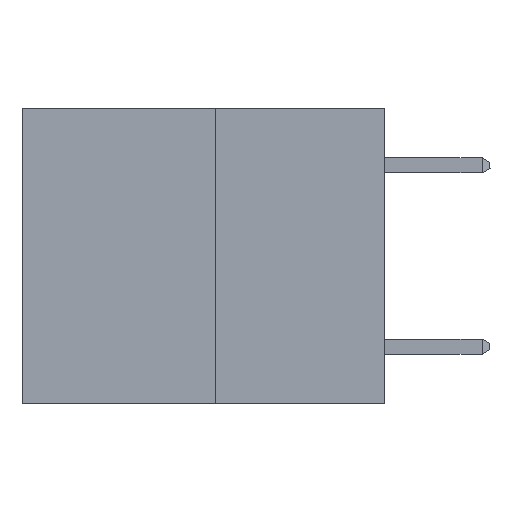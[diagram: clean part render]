
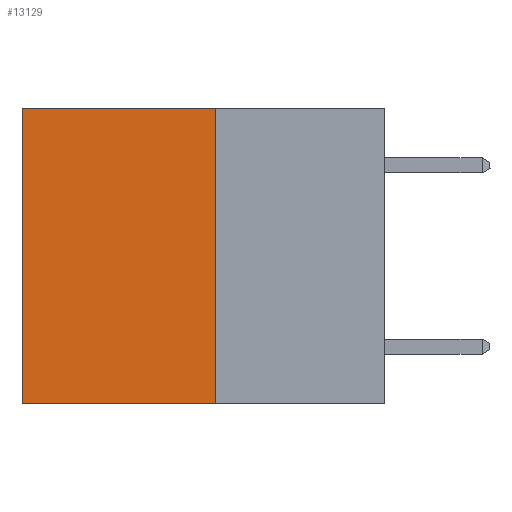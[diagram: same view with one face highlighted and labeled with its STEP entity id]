
A CAD part, left-side view. The second image highlights one B-rep face of the part: STEP entity #13129.
In plain terms, the highlighted planar face has unit normal (-1, 0, 0).
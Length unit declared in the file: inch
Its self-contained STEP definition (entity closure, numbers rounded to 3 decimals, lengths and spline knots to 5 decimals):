
#1735 = VERTEX_POINT ( 'NONE', #6585 ) ;
#2863 = CARTESIAN_POINT ( 'NONE',  ( 0.3165, 0.28, -0.49 ) ) ;
#4489 = ORIENTED_EDGE ( 'NONE', *, *, #21568, .T. ) ;
#5753 = CARTESIAN_POINT ( 'NONE',  ( 0.3165, 0.6, -0.49 ) ) ;
#5817 = AXIS2_PLACEMENT_3D ( 'NONE', #15790, #19398, #7959 ) ;
#6081 = VECTOR ( 'NONE', #11574, 39.37008 ) ;
#6397 = ORIENTED_EDGE ( 'NONE', *, *, #7907, .F. ) ;
#6585 = CARTESIAN_POINT ( 'NONE',  ( 0.3165, 0.28, -0.49 ) ) ;
#6809 = EDGE_CURVE ( 'NONE', #14114, #1735, #12047, .T. ) ;
#7907 = EDGE_CURVE ( 'NONE', #1735, #21605, #20720, .T. ) ;
#7959 = DIRECTION ( 'NONE',  ( 0., 0., -1. ) ) ;
#7984 = ORIENTED_EDGE ( 'NONE', *, *, #6809, .F. ) ;
#8949 = EDGE_LOOP ( 'NONE', ( #21903, #6397, #7984, #4489 ) ) ;
#11574 = DIRECTION ( 'NONE',  ( 0., 0., -1. ) ) ;
#11883 = PLANE ( 'NONE',  #5817 ) ;
#12047 = LINE ( 'NONE', #2863, #6081 ) ;
#12567 = CARTESIAN_POINT ( 'NONE',  ( 0.3165, 0.6, 0. ) ) ;
#13129 = ADVANCED_FACE ( 'NONE', ( #22718 ), #11883, .F. ) ;
#14114 = VERTEX_POINT ( 'NONE', #22231 ) ;
#15790 = CARTESIAN_POINT ( 'NONE',  ( 0.3165, 0.28, -0.49 ) ) ;
#16137 = LINE ( 'NONE', #16194, #18283 ) ;
#16194 = CARTESIAN_POINT ( 'NONE',  ( 0.3165, 0.6, -0.49 ) ) ;
#16252 = CARTESIAN_POINT ( 'NONE',  ( 0.3165, 0.28, -0.49 ) ) ;
#18232 = DIRECTION ( 'NONE',  ( 0., 1., 0. ) ) ;
#18283 = VECTOR ( 'NONE', #19987, 39.37008 ) ;
#18358 = VECTOR ( 'NONE', #18232, 39.37008 ) ;
#18670 = EDGE_CURVE ( 'NONE', #24742, #21605, #16137, .T. ) ;
#19398 = DIRECTION ( 'NONE',  ( 1., 0., 0. ) ) ;
#19987 = DIRECTION ( 'NONE',  ( 0., 0., -1. ) ) ;
#20130 = DIRECTION ( 'NONE',  ( 0., 1., 0. ) ) ;
#20720 = LINE ( 'NONE', #16252, #18358 ) ;
#21117 = VECTOR ( 'NONE', #20130, 39.37008 ) ;
#21568 = EDGE_CURVE ( 'NONE', #14114, #24742, #24456, .T. ) ;
#21605 = VERTEX_POINT ( 'NONE', #5753 ) ;
#21903 = ORIENTED_EDGE ( 'NONE', *, *, #18670, .T. ) ;
#22231 = CARTESIAN_POINT ( 'NONE',  ( 0.3165, 0.28, 0. ) ) ;
#22718 = FACE_OUTER_BOUND ( 'NONE', #8949, .T. ) ;
#24019 = CARTESIAN_POINT ( 'NONE',  ( 0.3165, 0.28, 0. ) ) ;
#24456 = LINE ( 'NONE', #24019, #21117 ) ;
#24742 = VERTEX_POINT ( 'NONE', #12567 ) ;
